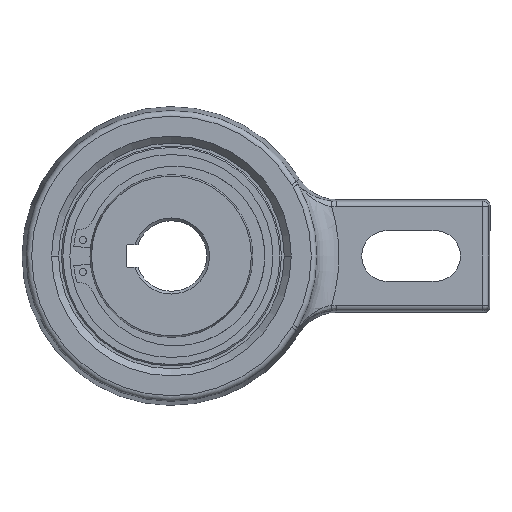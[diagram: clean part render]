
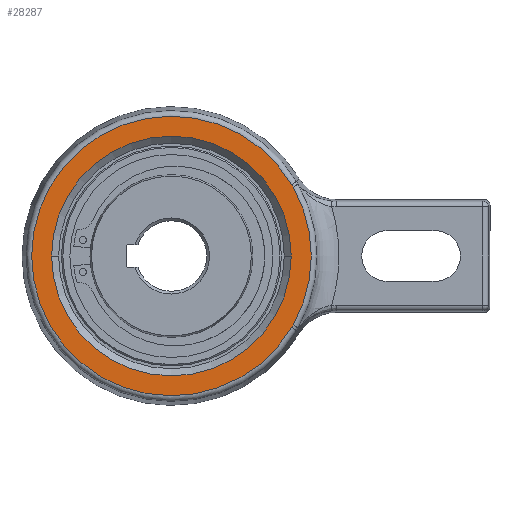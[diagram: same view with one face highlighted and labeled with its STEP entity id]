
A CAD part, left-side view. The second image highlights one B-rep face of the part: STEP entity #28287.
In plain terms, the highlighted planar face has unit normal (-1, 0, 0).
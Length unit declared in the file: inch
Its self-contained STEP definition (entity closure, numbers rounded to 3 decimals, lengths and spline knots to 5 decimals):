
#26476=CARTESIAN_POINT('',(-0.61024,-1.70118,
0.96013));
#26477=CARTESIAN_POINT('',(-0.61024,-1.69844,
0.96415));
#26478=CARTESIAN_POINT('',(-0.61024,-1.69304,
0.97225));
#26479=CARTESIAN_POINT('',(-0.61024,-1.6852,
0.98457));
#26480=CARTESIAN_POINT('',(-0.61024,-1.68014,
0.99289));
#26481=CARTESIAN_POINT('',(-0.61024,-1.67765,
0.99707));
#26483=CARTESIAN_POINT('',(-0.61024,0.,0.));
#26484=DIRECTION('',(-1.,0.,0.));
#26485=DIRECTION('',(0.,-0.871,-0.492));
#26486=AXIS2_PLACEMENT_3D('',#26483,#26484,#26485);
#26488=CARTESIAN_POINT('',(-0.61024,-1.67765,
-0.99707));
#26489=CARTESIAN_POINT('',(-0.61024,-1.68014,
-0.99289));
#26490=CARTESIAN_POINT('',(-0.61024,-1.6852,
-0.98457));
#26491=CARTESIAN_POINT('',(-0.61024,-1.69304,
-0.97225));
#26492=CARTESIAN_POINT('',(-0.61024,-1.69844,
-0.96415));
#26493=CARTESIAN_POINT('',(-0.61024,-1.70118,
-0.96013));
#26495=CARTESIAN_POINT('',(-0.61024,0.,0.));
#26496=DIRECTION('',(-1.,0.,0.));
#26497=DIRECTION('',(0.,1.,0.003));
#26498=AXIS2_PLACEMENT_3D('',#26495,#26496,#26497);
#26500=CARTESIAN_POINT('',(-0.61024,0.,0.));
#26501=DIRECTION('',(-1.,0.,0.));
#26502=DIRECTION('',(0.,-0.86,0.511));
#26503=AXIS2_PLACEMENT_3D('',#26500,#26501,#26502);
#26505=CARTESIAN_POINT('',(-0.61024,0.,0.));
#26506=DIRECTION('',(1.,0.,0.));
#26507=DIRECTION('',(0.,-1.,0.));
#26508=AXIS2_PLACEMENT_3D('',#26505,#26506,#26507);
#26510=CARTESIAN_POINT('',(-0.61024,0.,0.));
#26511=DIRECTION('',(1.,0.,0.));
#26512=DIRECTION('',(0.,1.,0.));
#26513=AXIS2_PLACEMENT_3D('',#26510,#26511,#26512);
#27543=VERTEX_POINT('',#26476);
#27544=VERTEX_POINT('',#26481);
#27547=CARTESIAN_POINT('',(-0.61024,-1.67323,0.));
#27548=CARTESIAN_POINT('',(-0.61024,1.67323,0.));
#27549=VERTEX_POINT('',#27547);
#27550=VERTEX_POINT('',#27548);
#27551=CARTESIAN_POINT('',(-0.61024,1.95157,
0.00575));
#27552=VERTEX_POINT('',#27551);
#27553=CARTESIAN_POINT('',(-0.61024,-1.70118,
-0.96013));
#27554=VERTEX_POINT('',#27553);
#27561=CARTESIAN_POINT('',(-0.61024,-1.67765,
-0.99707));
#27562=VERTEX_POINT('',#27561);
#28266=CARTESIAN_POINT('',(-0.61024,0.,0.));
#28267=DIRECTION('',(1.,0.,0.));
#28268=DIRECTION('',(0.,-1.,0.));
#28269=AXIS2_PLACEMENT_3D('',#28266,#28267,#28268);
#28270=PLANE('',#28269);
#28272=ORIENTED_EDGE('',*,*,#28271,.F.);
#28274=ORIENTED_EDGE('',*,*,#28273,.F.);
#28276=ORIENTED_EDGE('',*,*,#28275,.F.);
#28278=ORIENTED_EDGE('',*,*,#28277,.F.);
#28280=ORIENTED_EDGE('',*,*,#28279,.F.);
#28281=EDGE_LOOP('',(#28272,#28274,#28276,#28278,#28280));
#28282=FACE_OUTER_BOUND('',#28281,.F.);
#28283=ORIENTED_EDGE('',*,*,#28259,.F.);
#28284=ORIENTED_EDGE('',*,*,#28245,.F.);
#28285=EDGE_LOOP('',(#28283,#28284));
#28286=FACE_BOUND('',#28285,.F.);
#26482=B_SPLINE_CURVE_WITH_KNOTS('',3,(#26476,#26477,#26478,#26479,#26480,
#26481),.UNSPECIFIED.,.F.,.F.,(4,1,1,4),(0.,0.33333,
0.66667,1.),.UNSPECIFIED.);
#26487=CIRCLE('',#26486,1.95342);
#26494=B_SPLINE_CURVE_WITH_KNOTS('',3,(#26488,#26489,#26490,#26491,#26492,
#26493),.UNSPECIFIED.,.F.,.F.,(4,1,1,4),(0.,0.33333,
0.66667,1.),.UNSPECIFIED.);
#26499=CIRCLE('',#26498,1.95158);
#26504=CIRCLE('',#26503,1.95158);
#26509=CIRCLE('',#26508,1.67323);
#26514=CIRCLE('',#26513,1.67323);
#28245=EDGE_CURVE('',#27550,#27549,#26514,.T.);
#28259=EDGE_CURVE('',#27549,#27550,#26509,.T.);
#28271=EDGE_CURVE('',#27543,#27544,#26482,.T.);
#28273=EDGE_CURVE('',#27554,#27543,#26487,.T.);
#28275=EDGE_CURVE('',#27562,#27554,#26494,.T.);
#28277=EDGE_CURVE('',#27552,#27562,#26499,.T.);
#28279=EDGE_CURVE('',#27544,#27552,#26504,.T.);
#28287=ADVANCED_FACE('',(#28282,#28286),#28270,.F.);
